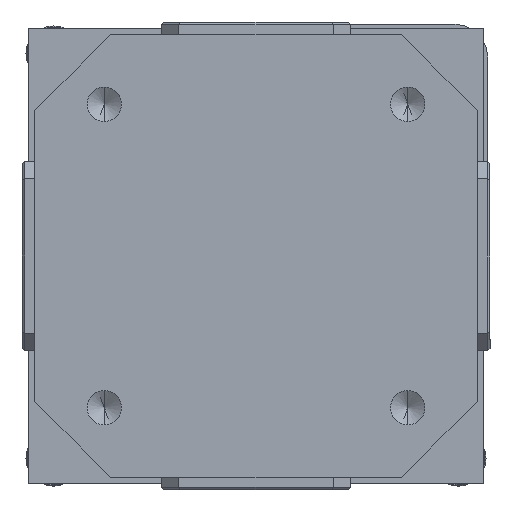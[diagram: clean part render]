
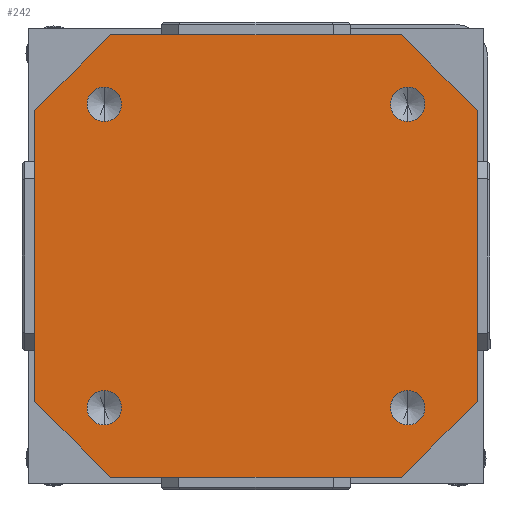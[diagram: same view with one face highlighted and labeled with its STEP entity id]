
A CAD part, front view. The second image highlights one B-rep face of the part: STEP entity #242.
In plain terms, the highlighted planar face has unit normal (0, -1, 0).
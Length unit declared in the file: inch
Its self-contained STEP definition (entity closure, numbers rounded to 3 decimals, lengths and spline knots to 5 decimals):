
#6 = CARTESIAN_POINT ( 'NONE',  ( 0.575, 0., 0.875 ) ) ;
#19 = EDGE_CURVE ( 'NONE', #6840, #14212, #20662, .T. ) ;
#96 = AXIS2_PLACEMENT_3D ( 'NONE', #32789, #35954, #32960 ) ;
#242 = ADVANCED_FACE ( 'NONE', ( #7488, #1479, #27605, #21770, #3931 ), #12947, .T. ) ;
#502 = CARTESIAN_POINT ( 'NONE',  ( -0.6, 0., -0.6 ) ) ;
#635 = EDGE_CURVE ( 'NONE', #21401, #25697, #12825, .T. ) ;
#759 = CIRCLE ( 'NONE', #7960, 0.068 ) ;
#947 = DIRECTION ( 'NONE',  ( 0., 0., -1. ) ) ;
#1093 = LINE ( 'NONE', #27408, #34905 ) ;
#1289 = ORIENTED_EDGE ( 'NONE', *, *, #12938, .F. ) ;
#1434 = DIRECTION ( 'NONE',  ( 0., -1., 0. ) ) ;
#1479 = FACE_BOUND ( 'NONE', #15797, .T. ) ;
#1533 = ORIENTED_EDGE ( 'NONE', *, *, #6511, .F. ) ;
#1645 = CIRCLE ( 'NONE', #37073, 0.068 ) ;
#1722 = CARTESIAN_POINT ( 'NONE',  ( -0.575, 0., -0.875 ) ) ;
#1747 = EDGE_CURVE ( 'NONE', #28771, #2037, #1645, .T. ) ;
#2037 = VERTEX_POINT ( 'NONE', #27152 ) ;
#2842 = ORIENTED_EDGE ( 'NONE', *, *, #12217, .F. ) ;
#3180 = EDGE_CURVE ( 'NONE', #37222, #32809, #25614, .T. ) ;
#3410 = ORIENTED_EDGE ( 'NONE', *, *, #23784, .F. ) ;
#3744 = CARTESIAN_POINT ( 'NONE',  ( -0.875, 0., 0.875 ) ) ;
#3931 = FACE_OUTER_BOUND ( 'NONE', #19667, .T. ) ;
#3959 = DIRECTION ( 'NONE',  ( 0., -1., 0. ) ) ;
#3971 = ORIENTED_EDGE ( 'NONE', *, *, #33565, .F. ) ;
#4295 = CIRCLE ( 'NONE', #96, 0.068 ) ;
#4334 = CARTESIAN_POINT ( 'NONE',  ( -0.875, 0., 0.875 ) ) ;
#4544 = ORIENTED_EDGE ( 'NONE', *, *, #28030, .T. ) ;
#4770 = LINE ( 'NONE', #23620, #8005 ) ;
#5234 = CARTESIAN_POINT ( 'NONE',  ( 0.6, 0., 0.6 ) ) ;
#6115 = CARTESIAN_POINT ( 'NONE',  ( -0.6, 0., -0.6 ) ) ;
#6511 = EDGE_CURVE ( 'NONE', #2037, #28771, #29923, .T. ) ;
#6711 = DIRECTION ( 'NONE',  ( 0., 0., -1. ) ) ;
#6790 = CARTESIAN_POINT ( 'NONE',  ( 0.6, 0., 0.6 ) ) ;
#6805 = EDGE_LOOP ( 'NONE', ( #15143, #1533 ) ) ;
#6840 = VERTEX_POINT ( 'NONE', #32065 ) ;
#6880 = EDGE_CURVE ( 'NONE', #23254, #34444, #10425, .T. ) ;
#7006 = ORIENTED_EDGE ( 'NONE', *, *, #3180, .F. ) ;
#7427 = AXIS2_PLACEMENT_3D ( 'NONE', #18943, #30427, #16124 ) ;
#7488 = FACE_BOUND ( 'NONE', #11928, .T. ) ;
#7960 = AXIS2_PLACEMENT_3D ( 'NONE', #6115, #11747, #36956 ) ;
#8005 = VECTOR ( 'NONE', #6711, 39.37008 ) ;
#8308 = EDGE_LOOP ( 'NONE', ( #8501, #7006 ) ) ;
#8501 = ORIENTED_EDGE ( 'NONE', *, *, #18303, .F. ) ;
#8937 = DIRECTION ( 'NONE',  ( 0., -1., 0. ) ) ;
#10048 = CARTESIAN_POINT ( 'NONE',  ( 0.725, 0., 0.725 ) ) ;
#10425 = LINE ( 'NONE', #35995, #22699 ) ;
#10721 = LINE ( 'NONE', #25752, #23683 ) ;
#11747 = DIRECTION ( 'NONE',  ( 0., -1., 0. ) ) ;
#11928 = EDGE_LOOP ( 'NONE', ( #3410, #30694 ) ) ;
#12217 = EDGE_CURVE ( 'NONE', #36388, #14363, #4770, .T. ) ;
#12359 = VECTOR ( 'NONE', #33097, 39.37008 ) ;
#12677 = AXIS2_PLACEMENT_3D ( 'NONE', #27277, #15417, #13338 ) ;
#12825 = CIRCLE ( 'NONE', #35630, 0.068 ) ;
#12938 = EDGE_CURVE ( 'NONE', #15992, #34444, #10721, .T. ) ;
#12947 = PLANE ( 'NONE',  #7427 ) ;
#13082 = DIRECTION ( 'NONE',  ( 0., 0., -1. ) ) ;
#13100 = AXIS2_PLACEMENT_3D ( 'NONE', #17021, #8937, #14570 ) ;
#13310 = DIRECTION ( 'NONE',  ( 0., 0., -1. ) ) ;
#13338 = DIRECTION ( 'NONE',  ( 0., 0., -1. ) ) ;
#13471 = VECTOR ( 'NONE', #23295, 39.37008 ) ;
#13631 = CARTESIAN_POINT ( 'NONE',  ( -0.6, 0., 0.6 ) ) ;
#13849 = ORIENTED_EDGE ( 'NONE', *, *, #19, .F. ) ;
#13946 = VECTOR ( 'NONE', #16588, 39.37008 ) ;
#14212 = VERTEX_POINT ( 'NONE', #6 ) ;
#14363 = VERTEX_POINT ( 'NONE', #30093 ) ;
#14441 = EDGE_CURVE ( 'NONE', #23254, #18358, #18426, .T. ) ;
#14551 = ORIENTED_EDGE ( 'NONE', *, *, #14441, .F. ) ;
#14570 = DIRECTION ( 'NONE',  ( 0., 0., -1. ) ) ;
#15143 = ORIENTED_EDGE ( 'NONE', *, *, #1747, .F. ) ;
#15417 = DIRECTION ( 'NONE',  ( 0., -1., 0. ) ) ;
#15487 = VERTEX_POINT ( 'NONE', #36779 ) ;
#15797 = EDGE_LOOP ( 'NONE', ( #3971, #20949 ) ) ;
#15992 = VERTEX_POINT ( 'NONE', #34990 ) ;
#16124 = DIRECTION ( 'NONE',  ( 0., 0., -1. ) ) ;
#16554 = DIRECTION ( 'NONE',  ( -1., 0., 0. ) ) ;
#16588 = DIRECTION ( 'NONE',  ( -0.707, 0., -0.707 ) ) ;
#16686 = DIRECTION ( 'NONE',  ( 0., -1., 0. ) ) ;
#17021 = CARTESIAN_POINT ( 'NONE',  ( -0.6, 0., 0.6 ) ) ;
#17143 = EDGE_CURVE ( 'NONE', #36388, #14212, #26985, .T. ) ;
#18303 = EDGE_CURVE ( 'NONE', #32809, #37222, #23361, .T. ) ;
#18358 = VERTEX_POINT ( 'NONE', #29350 ) ;
#18426 = LINE ( 'NONE', #4334, #12359 ) ;
#18943 = CARTESIAN_POINT ( 'NONE',  ( 0., 0., 0. ) ) ;
#19667 = EDGE_LOOP ( 'NONE', ( #2842, #20130, #13849, #4544, #14551, #33077, #1289, #26072 ) ) ;
#19761 = CARTESIAN_POINT ( 'NONE',  ( 0.6, 0., 0.532 ) ) ;
#20130 = ORIENTED_EDGE ( 'NONE', *, *, #17143, .T. ) ;
#20662 = LINE ( 'NONE', #3744, #13471 ) ;
#20802 = DIRECTION ( 'NONE',  ( 0., 0., -1. ) ) ;
#20949 = ORIENTED_EDGE ( 'NONE', *, *, #635, .F. ) ;
#20973 = CARTESIAN_POINT ( 'NONE',  ( 0.6, 0., -0.668 ) ) ;
#21401 = VERTEX_POINT ( 'NONE', #28947 ) ;
#21753 = DIRECTION ( 'NONE',  ( 0.707, 0., 0.707 ) ) ;
#21770 = FACE_BOUND ( 'NONE', #8308, .T. ) ;
#21891 = DIRECTION ( 'NONE',  ( 0.707, 0., -0.707 ) ) ;
#22026 = CARTESIAN_POINT ( 'NONE',  ( 0.875, 0., 0.575 ) ) ;
#22040 = CARTESIAN_POINT ( 'NONE',  ( -0.725, 0., 0.725 ) ) ;
#22699 = VECTOR ( 'NONE', #21891, 39.37008 ) ;
#22879 = CIRCLE ( 'NONE', #12677, 0.068 ) ;
#23067 = DIRECTION ( 'NONE',  ( 0., -1., 0. ) ) ;
#23241 = EDGE_CURVE ( 'NONE', #15487, #32041, #22879, .T. ) ;
#23254 = VERTEX_POINT ( 'NONE', #33284 ) ;
#23295 = DIRECTION ( 'NONE',  ( 1., 0., 0. ) ) ;
#23361 = CIRCLE ( 'NONE', #25748, 0.068 ) ;
#23620 = CARTESIAN_POINT ( 'NONE',  ( 0.875, 0., 0.875 ) ) ;
#23683 = VECTOR ( 'NONE', #16554, 39.37008 ) ;
#23784 = EDGE_CURVE ( 'NONE', #32041, #15487, #4295, .T. ) ;
#24710 = DIRECTION ( 'NONE',  ( -0.707, 0., 0.707 ) ) ;
#25614 = CIRCLE ( 'NONE', #35223, 0.068 ) ;
#25697 = VERTEX_POINT ( 'NONE', #29643 ) ;
#25748 = AXIS2_PLACEMENT_3D ( 'NONE', #6790, #3959, #947 ) ;
#25752 = CARTESIAN_POINT ( 'NONE',  ( -0.875, 0., -0.875 ) ) ;
#26072 = ORIENTED_EDGE ( 'NONE', *, *, #26798, .T. ) ;
#26105 = CARTESIAN_POINT ( 'NONE',  ( 0.6, 0., 0.668 ) ) ;
#26798 = EDGE_CURVE ( 'NONE', #15992, #14363, #1093, .T. ) ;
#26985 = LINE ( 'NONE', #10048, #33515 ) ;
#27152 = CARTESIAN_POINT ( 'NONE',  ( -0.6, 0., 0.668 ) ) ;
#27277 = CARTESIAN_POINT ( 'NONE',  ( 0.6, 0., -0.6 ) ) ;
#27408 = CARTESIAN_POINT ( 'NONE',  ( 0.725, 0., -0.725 ) ) ;
#27605 = FACE_BOUND ( 'NONE', #6805, .T. ) ;
#28030 = EDGE_CURVE ( 'NONE', #6840, #18358, #33895, .T. ) ;
#28771 = VERTEX_POINT ( 'NONE', #32933 ) ;
#28947 = CARTESIAN_POINT ( 'NONE',  ( -0.6, 0., -0.532 ) ) ;
#29350 = CARTESIAN_POINT ( 'NONE',  ( -0.875, 0., 0.575 ) ) ;
#29643 = CARTESIAN_POINT ( 'NONE',  ( -0.6, 0., -0.668 ) ) ;
#29923 = CIRCLE ( 'NONE', #13100, 0.068 ) ;
#30093 = CARTESIAN_POINT ( 'NONE',  ( 0.875, 0., -0.575 ) ) ;
#30427 = DIRECTION ( 'NONE',  ( 0., -1., 0. ) ) ;
#30694 = ORIENTED_EDGE ( 'NONE', *, *, #23241, .F. ) ;
#32041 = VERTEX_POINT ( 'NONE', #20973 ) ;
#32065 = CARTESIAN_POINT ( 'NONE',  ( -0.575, 0., 0.875 ) ) ;
#32789 = CARTESIAN_POINT ( 'NONE',  ( 0.6, 0., -0.6 ) ) ;
#32809 = VERTEX_POINT ( 'NONE', #19761 ) ;
#32933 = CARTESIAN_POINT ( 'NONE',  ( -0.6, 0., 0.532 ) ) ;
#32960 = DIRECTION ( 'NONE',  ( 0., 0., -1. ) ) ;
#33077 = ORIENTED_EDGE ( 'NONE', *, *, #6880, .T. ) ;
#33097 = DIRECTION ( 'NONE',  ( 0., 0., 1. ) ) ;
#33284 = CARTESIAN_POINT ( 'NONE',  ( -0.875, 0., -0.575 ) ) ;
#33515 = VECTOR ( 'NONE', #24710, 39.37008 ) ;
#33565 = EDGE_CURVE ( 'NONE', #25697, #21401, #759, .T. ) ;
#33895 = LINE ( 'NONE', #22040, #13946 ) ;
#34444 = VERTEX_POINT ( 'NONE', #1722 ) ;
#34905 = VECTOR ( 'NONE', #21753, 39.37008 ) ;
#34990 = CARTESIAN_POINT ( 'NONE',  ( 0.575, 0., -0.875 ) ) ;
#35223 = AXIS2_PLACEMENT_3D ( 'NONE', #5234, #16686, #13310 ) ;
#35630 = AXIS2_PLACEMENT_3D ( 'NONE', #502, #23067, #20802 ) ;
#35954 = DIRECTION ( 'NONE',  ( 0., -1., 0. ) ) ;
#35995 = CARTESIAN_POINT ( 'NONE',  ( -0.725, 0., -0.725 ) ) ;
#36388 = VERTEX_POINT ( 'NONE', #22026 ) ;
#36779 = CARTESIAN_POINT ( 'NONE',  ( 0.6, 0., -0.532 ) ) ;
#36956 = DIRECTION ( 'NONE',  ( 0., 0., -1. ) ) ;
#37073 = AXIS2_PLACEMENT_3D ( 'NONE', #13631, #1434, #13082 ) ;
#37222 = VERTEX_POINT ( 'NONE', #26105 ) ;
